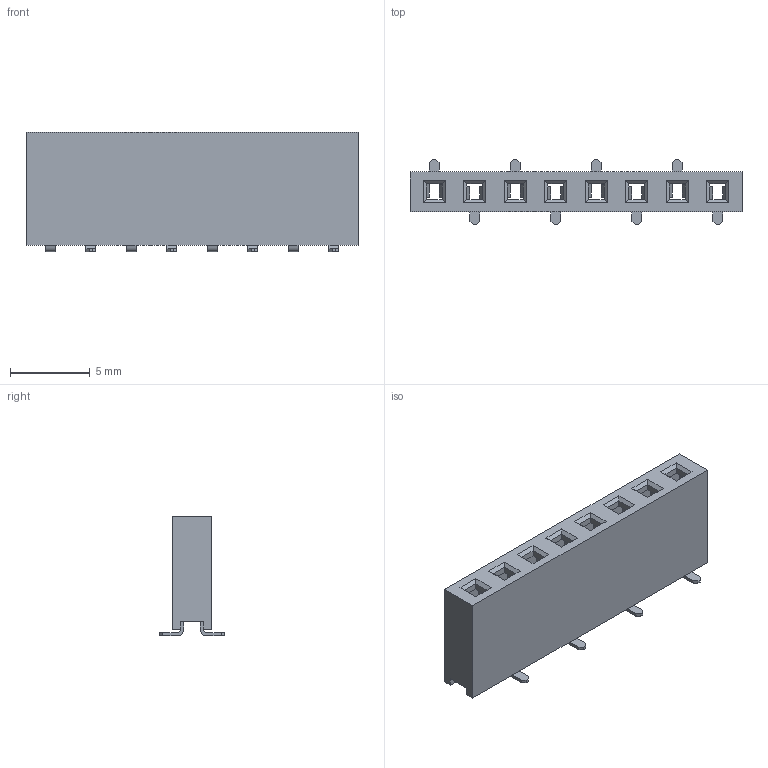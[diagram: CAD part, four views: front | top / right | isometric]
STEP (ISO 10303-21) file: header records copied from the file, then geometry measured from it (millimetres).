
FILE_DESCRIPTION(/* description */ ('Unknown'),/* implementation_level */ '2;1');
FILE_NAME(/* name */ 'J_Wurth_WR-PHD_61000811921',/* time_stamp */ '2025-04-21T17:36:34+08:00',/* author */ ('Unknown'),/* organization */ ('Unknown'),/* preprocessor_version */ 'ST-DEVELOPER v19.4',/* originating_system */ 'Solid Edge',/* authorisation */ 'Unknown');
FILE_SCHEMA (('AUTOMOTIVE_DESIGN {1 0 10303 214 3 1 1}'));
Length unit declared in the file: millimetre
Products named in the file (2): J_Wurth_WR-PHD_61000811921
Assembly tree (1 placements, depth 2):
  J_Wurth_WR-PHD_61000811921
    J_Wurth_WR-PHD_61000811921
Bounding box: 20.82 x 4.05 x 7.51 mm (x, y, z)
Volume: 239.7 mm3; surface area: 1140.1 mm2
Topology: 9 solids, 9 shells, 650 faces, 1768 edges, 1136 vertices
Faces by surface type: plane 426, cylinder 224
Entity records: 20522 total; most frequent: CARTESIAN_POINT 3940, ORIENTED_EDGE 3536, DIRECTION 3328, EDGE_CURVE 1768, LINE 1256, VECTOR 1256, VERTEX_POINT 1136, AXIS2_PLACEMENT_3D 1036
